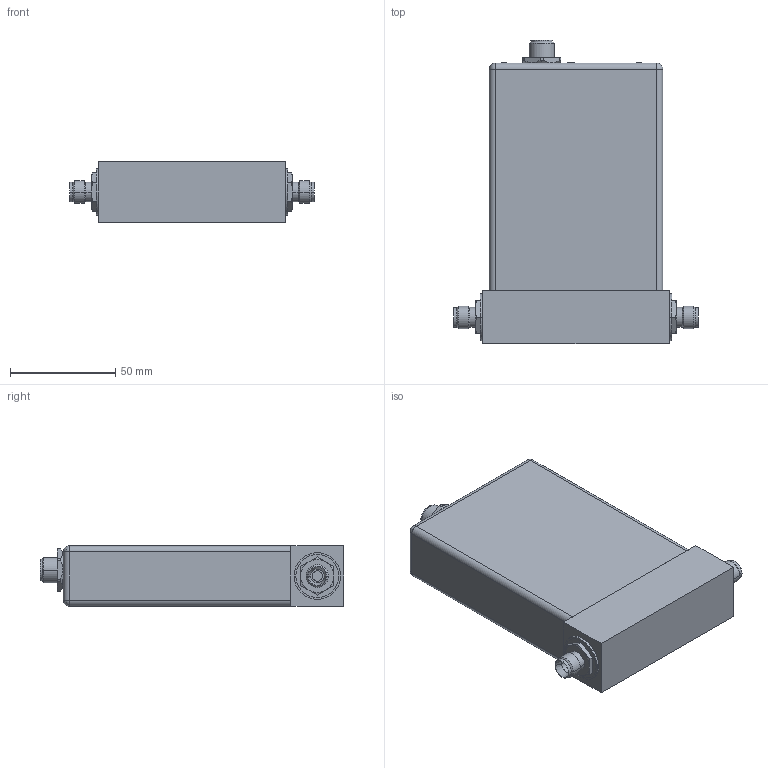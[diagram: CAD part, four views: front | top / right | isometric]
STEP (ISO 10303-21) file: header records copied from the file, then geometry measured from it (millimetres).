
FILE_DESCRIPTION (( 'STEP AP203' ), '1' );
FILE_NAME ('1056569_DNET.STEP', '2020-10-20T18:44:19', ( '' ), ( '' ), 'SwSTEP 2.0', 'SolidWorks 2019', '' );
FILE_SCHEMA (( 'CONFIG_CONTROL_DESIGN' ));
Length unit declared in the file: millimetre
Products named in the file (18): 153-9978_cap_esd_rj-45; 133675_DNET_CONN_NUT; 072-8550_mjtp1236e; 1057125_bracket_inlet; 1055084_flowbody; 1044098_gasket-emi; 1056569_DNET; 1044442-003; 1041769_led; 1055764_bracket_inlet; 1067122_1-4_fitting; 1014224_switch; 1057148_enclosure_dnet; 1032904_DNET-CONN; 1057126_bracket_outlet; 1038688_conn_rj45; 1041767_led; 1003675_switch
Assembly tree (18 placements, depth 3):
  1056569_DNET
    133675_DNET_CONN_NUT
    1057125_bracket_inlet
    1044442-003
      1041767_led
      1041769_led
      1038688_conn_rj45
      1014224_switch
      1003675_switch  x2
      1032904_DNET-CONN
      072-8550_mjtp1236e
    1057126_bracket_outlet
    1057148_enclosure_dnet
    153-9978_cap_esd_rj-45
    1044098_gasket-emi
    1067122_1-4_fitting  x2
    1055084_flowbody
  1055764_bracket_inlet
Bounding box: 116.08 x 143.84 x 28.57 mm (x, y, z)
Volume: 95222.2 mm3; surface area: 79648.5 mm2
Topology: 14 solids, 26 shells, 882 faces, 2204 edges, 1434 vertices
Faces by surface type: plane 516, cylinder 266, cone 50, torus 24, sphere 18, bspline 8
Entity records: 26768 total; most frequent: CARTESIAN_POINT 6287, ORIENTED_EDGE 3826, DIRECTION 3705, EDGE_CURVE 1971, AXIS2_PLACEMENT_3D 1312, VERTEX_POINT 1288, LINE 1081, VECTOR 1081
